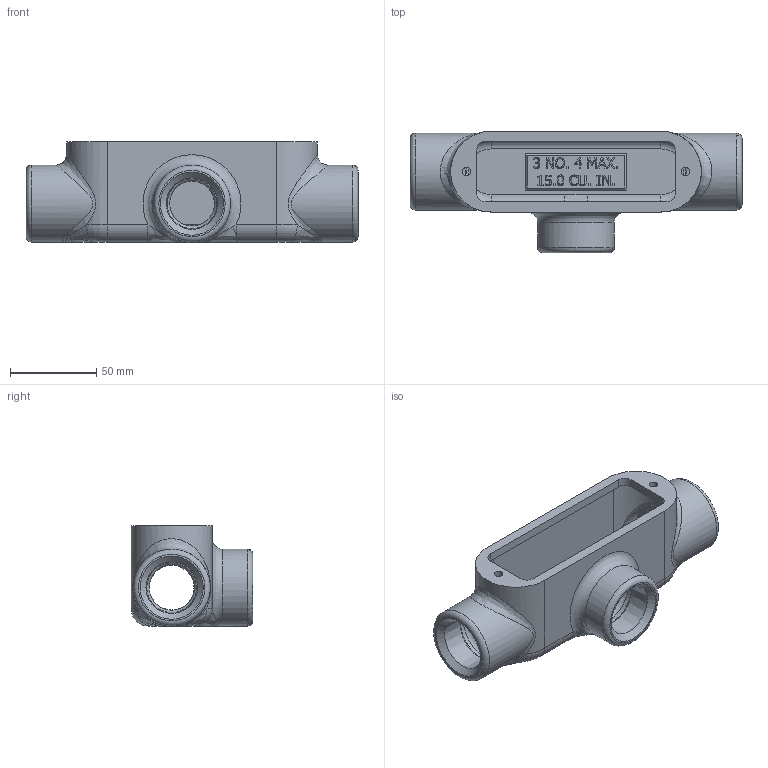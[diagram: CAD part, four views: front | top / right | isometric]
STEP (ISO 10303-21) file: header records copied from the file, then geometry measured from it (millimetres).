
FILE_DESCRIPTION(/* description */ ('FORM 8 T38 AS MACHINED'),/* implementation_level */ '2;1');
FILE_NAME(/* name */ 'KIL_T38.stp',/* time_stamp */ '2019-10-31T18:02:52+06:00',/* author */ ('kr'),/* organization */ (''),/* preprocessor_version */ 'ST-DEVELOPER v16.13',/* originating_system */ 'Autodesk Inventor 2018',/* authorisation */ '');
FILE_SCHEMA (('AUTOMOTIVE_DESIGN { 1 0 10303 214 3 1 1 }'));
Length unit declared in the file: inch
Products named in the file (1): 21742
Bounding box: 192.02 x 70.23 x 57.91 mm (x, y, z)
Volume: 172449.1 mm3; surface area: 64759.5 mm2
Topology: 1 solids, 1 shells, 688 faces, 1831 edges, 1197 vertices
Faces by surface type: plane 405, bspline 212, cylinder 38, torus 21, cone 12
Full cylindrical faces by diameter (mm): 4.978 x2, 10.35 x1, 12.7 x1, 33.553 x3, 44.45 x3
Entity records: 24813 total; most frequent: CARTESIAN_POINT 8567, ORIENTED_EDGE 3542, DIRECTION 2436, EDGE_CURVE 1771, LINE 1220, VECTOR 1220, VERTEX_POINT 1183, EDGE_LOOP 796
